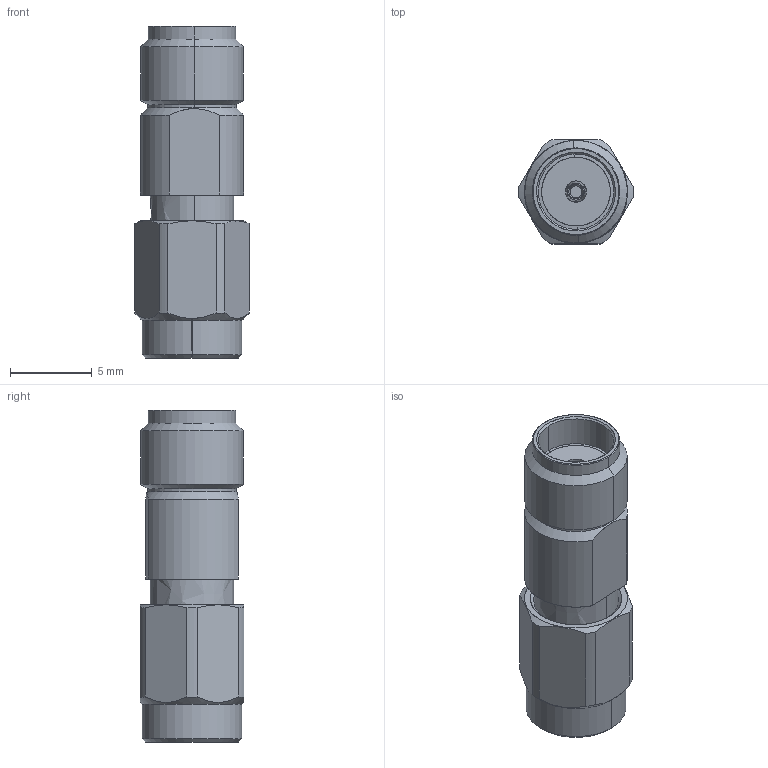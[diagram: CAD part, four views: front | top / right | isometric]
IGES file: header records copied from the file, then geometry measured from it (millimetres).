
Start section: SolidWorks IGES file using analytic representation for surfaces
Global section: file name: R191.348.000A.IGS; native system: SolidWorks 2014; preprocessor: SolidWorks 2014; author: RAYMOND_G; date: 150909.102210; units: millimetre
Bounding box: 7 x 6.35 x 20.29 mm (x, y, z)
Surface area: 719.1 mm2 (no closed solid volume)
Topology: 0 solids, 0 shells, 111 faces, 1231 edges, 1231 vertices
Faces by surface type: revolution 76, bspline 35
